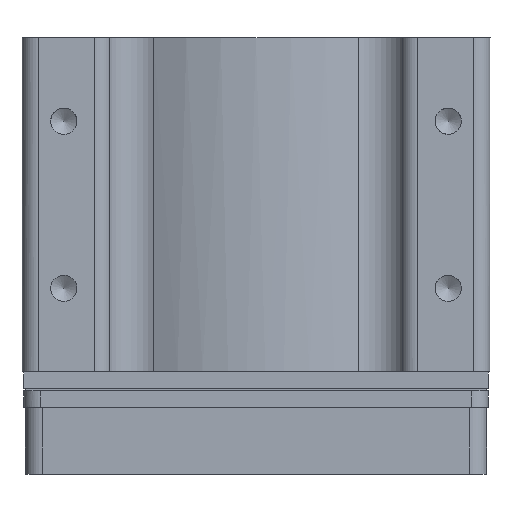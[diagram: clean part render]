
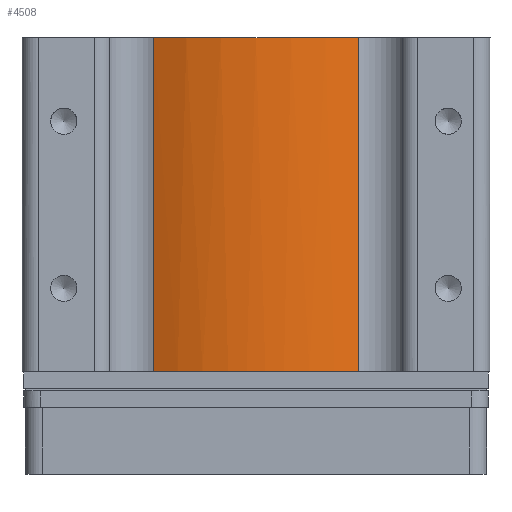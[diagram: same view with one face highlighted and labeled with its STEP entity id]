
A CAD part, left-side view. The second image highlights one B-rep face of the part: STEP entity #4508.
In plain terms, the highlighted cylindrical face has radius 14 mm (diameter 28 mm), a partial arc.
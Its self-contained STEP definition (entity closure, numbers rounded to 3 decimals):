
#515=CYLINDRICAL_SURFACE('',#4951,14.);
#729=FACE_OUTER_BOUND('',#1032,.T.);
#1032=EDGE_LOOP('',(#3745,#3746,#3747,#3748,#3749,#3750));
#1359=CIRCLE('',#4947,14.);
#1360=CIRCLE('',#4952,14.);
#1361=CIRCLE('',#4953,14.);
#1362=CIRCLE('',#4954,14.);
#1664=LINE('',#7682,#1954);
#1665=LINE('',#7686,#1955);
#1954=VECTOR('',#6031,20.);
#1955=VECTOR('',#6034,20.);
#2307=VERTEX_POINT('',#7647);
#2308=VERTEX_POINT('',#7648);
#2311=VERTEX_POINT('',#7680);
#2312=VERTEX_POINT('',#7681);
#2313=VERTEX_POINT('',#7683);
#2314=VERTEX_POINT('',#7685);
#2828=EDGE_CURVE('',#2308,#2307,#1359,.T.);
#2834=EDGE_CURVE('',#2311,#2312,#1664,.T.);
#2835=EDGE_CURVE('',#2313,#2311,#1360,.T.);
#2836=EDGE_CURVE('',#2313,#2314,#1665,.T.);
#2837=EDGE_CURVE('',#2307,#2314,#1361,.T.);
#2838=EDGE_CURVE('',#2312,#2308,#1362,.T.);
#3745=ORIENTED_EDGE('',*,*,#2834,.F.);
#3746=ORIENTED_EDGE('',*,*,#2835,.F.);
#3747=ORIENTED_EDGE('',*,*,#2836,.T.);
#3748=ORIENTED_EDGE('',*,*,#2837,.F.);
#3749=ORIENTED_EDGE('',*,*,#2828,.F.);
#3750=ORIENTED_EDGE('',*,*,#2838,.F.);
#4508=ADVANCED_FACE('',(#729),#515,.T.);
#4947=AXIS2_PLACEMENT_3D('',#7650,#6018,#6019);
#4951=AXIS2_PLACEMENT_3D('',#7679,#6029,#6030);
#4952=AXIS2_PLACEMENT_3D('',#7684,#6032,#6033);
#4953=AXIS2_PLACEMENT_3D('',#7687,#6035,#6036);
#4954=AXIS2_PLACEMENT_3D('',#7688,#6037,#6038);
#6018=DIRECTION('center_axis',(0.,0.,
-1.));
#6019=DIRECTION('ref_axis',(0.,-1.,0.));
#6029=DIRECTION('center_axis',(0.,0.,
1.));
#6030=DIRECTION('ref_axis',(0.,-1.,0.));
#6031=DIRECTION('',(0.,0.,-1.));
#6032=DIRECTION('center_axis',(0.,0.,
1.));
#6033=DIRECTION('ref_axis',(0.,-1.,0.));
#6034=DIRECTION('',(0.,0.,-1.));
#6035=DIRECTION('center_axis',(0.,0.,
-1.));
#6036=DIRECTION('ref_axis',(0.,-1.,0.));
#6037=DIRECTION('center_axis',(0.,0.,
-1.));
#6038=DIRECTION('ref_axis',(0.,-1.,0.));
#7647=CARTESIAN_POINT('',(-16.872,3.584,-6.937));
#7648=CARTESIAN_POINT('',(-16.872,0.243,-6.937));
#7650=CARTESIAN_POINT('Origin',(-2.972,1.914,-6.937));
#7679=CARTESIAN_POINT('Origin',(-2.972,1.914,13.063));
#7680=CARTESIAN_POINT('',(-15.561,-4.211,13.064));
#7681=CARTESIAN_POINT('',(-15.561,-4.211,-6.937));
#7682=CARTESIAN_POINT('',(-15.561,-4.211,13.064));
#7683=CARTESIAN_POINT('',(-15.561,8.039,13.064));
#7684=CARTESIAN_POINT('Origin',(-2.972,1.914,13.063));
#7685=CARTESIAN_POINT('',(-15.561,8.039,-6.937));
#7686=CARTESIAN_POINT('',(-15.561,8.039,13.064));
#7687=CARTESIAN_POINT('Origin',(-2.972,1.914,-6.937));
#7688=CARTESIAN_POINT('Origin',(-2.972,1.914,-6.937));
